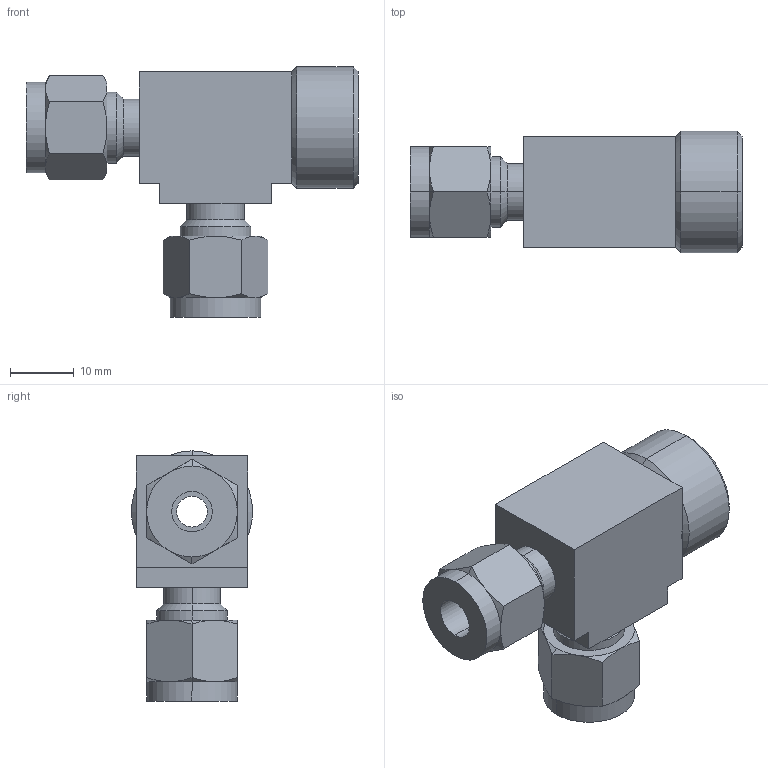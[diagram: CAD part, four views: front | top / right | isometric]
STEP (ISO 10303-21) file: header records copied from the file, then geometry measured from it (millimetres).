
FILE_DESCRIPTION(('starvars output'),'2;1');
FILE_NAME('cv20221130212207000015573.stp','21:22:07 2022/11/30',( 'Thomas Industrial Network Germany GmbH'),( 'Thomas Industrial Network Germany GmbH'),'unknown preprocess','ACIS' ,'unknown authorization');
FILE_SCHEMA(('AUTOMOTIVE_DESIGN_CC2 {UNKNOWN IMPLEMENTATION LEVEL}'));
Length unit declared in the file: millimetre
Products named in the file (1): PRODUCT_ID_1
Bounding box: 52.07 x 19.05 x 39.24 mm (x, y, z)
Volume: 12540.7 mm3; surface area: 6732.9 mm2
Topology: 1 solids, 1 shells, 103 faces, 224 edges, 129 vertices
Faces by surface type: cone 46, plane 33, cylinder 24
Entity records: 3109 total; most frequent: CARTESIAN_POINT 478, ORIENTED_EDGE 448, DIRECTION 249, EDGE_CURVE 224, VERTEX_POINT 129, EDGE_LOOP 113, FACE_BOUND 113, STYLED_ITEM 104
